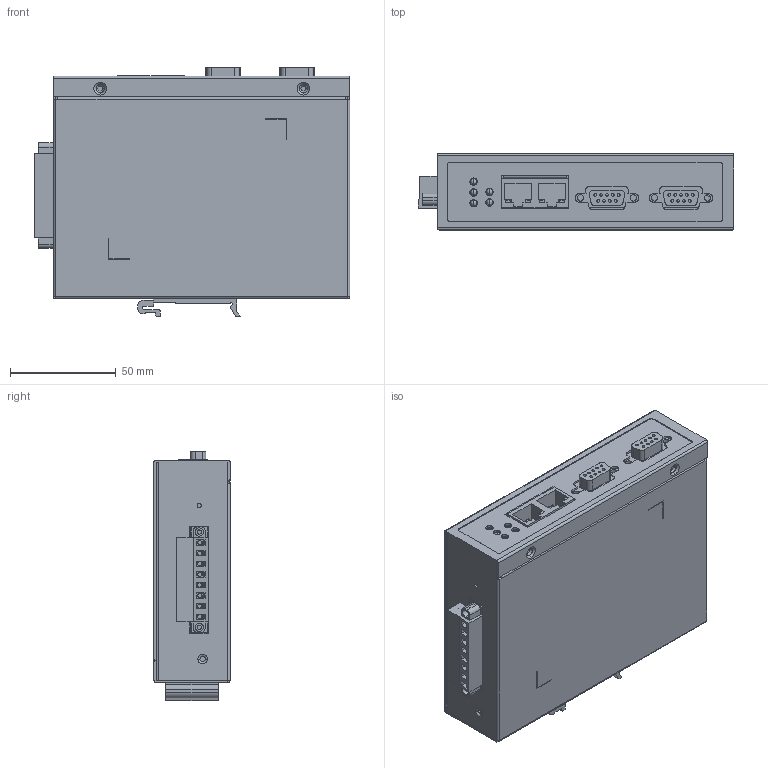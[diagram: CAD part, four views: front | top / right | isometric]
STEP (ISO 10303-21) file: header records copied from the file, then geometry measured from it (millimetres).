
FILE_DESCRIPTION((''),'2;1');
FILE_NAME('NPORT_IA5250AI','2014-03-22T',('Vincent_Huang'),(''),'PRO/ENGINEER BY PARAMETRIC TECHNOLOGY CORPORATION, 2004320','PRO/ENGINEER BY PARAMETRIC TECHNOLOGY CORPORATION, 2004320','');
FILE_SCHEMA(('CONFIG_CONTROL_DESIGN'));
Length unit declared in the file: millimetre
Products named in the file (1): NPORT_IA5250AI
Bounding box: 149.25 x 36 x 118.14 mm (x, y, z)
Volume: 91877.3 mm3; surface area: 135489.5 mm2
Topology: 5 solids, 21 shells, 1202 faces, 2916 edges, 1922 vertices
Faces by surface type: plane 633, cylinder 505, torus 42, cone 12, bspline 10
Entity records: 35940 total; most frequent: CARTESIAN_POINT 6497, DIRECTION 6430, ORIENTED_EDGE 5832, EDGE_CURVE 2916, AXIS2_PLACEMENT_3D 2355, VERTEX_POINT 1922, VECTOR 1720, LINE 1720
